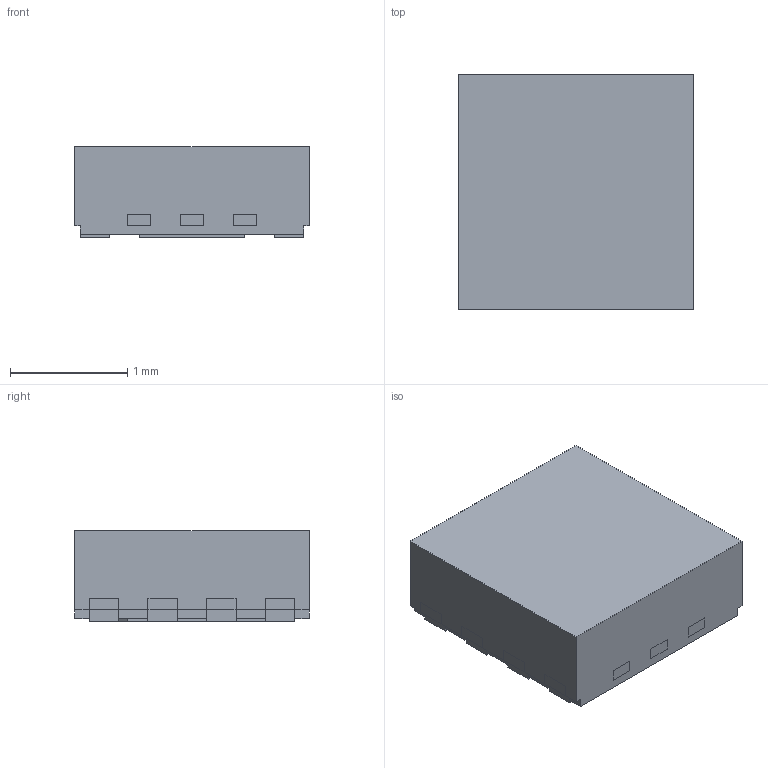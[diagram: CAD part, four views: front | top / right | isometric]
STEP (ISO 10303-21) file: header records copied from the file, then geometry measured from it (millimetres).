
FILE_DESCRIPTION((''),'2;1');
FILE_NAME('DSG0008B_ASM','2018-01-17T09:48:59',('a0412086'),(''),'CREO PARAMETRIC BY PTC INC, 2017260','CREO PARAMETRIC BY PTC INC, 2017260','');
FILE_SCHEMA(('AUTOMOTIVE_DESIGN { 1 0 10303 214 1 1 1 1 }'));
Length unit declared in the file: millimetre
Products named in the file (4): BODY-SON_AF0; FRAME-DSG0008B_AF0; PIN1-ID; DSG0008B_ASM
Assembly tree (3 placements, depth 2):
  DSG0008B_ASM
    BODY-SON_AF0
    FRAME-DSG0008B_AF0
    PIN1-ID
Bounding box: 2 x 2 x 0.78 mm (x, y, z)
Volume: 3 mm3; surface area: 25.2 mm2
Topology: 10 solids, 10 shells, 171 faces, 462 edges, 308 vertices
Faces by surface type: plane 171
Entity records: 7293 total; most frequent: CARTESIAN_POINT 991, ORIENTED_EDGE 924, DIRECTION 870, PRESENTATION_STYLE_ASSIGNMENT 497, STYLED_ITEM 472, VECTOR 462, LINE 462, CURVE_STYLE 462
